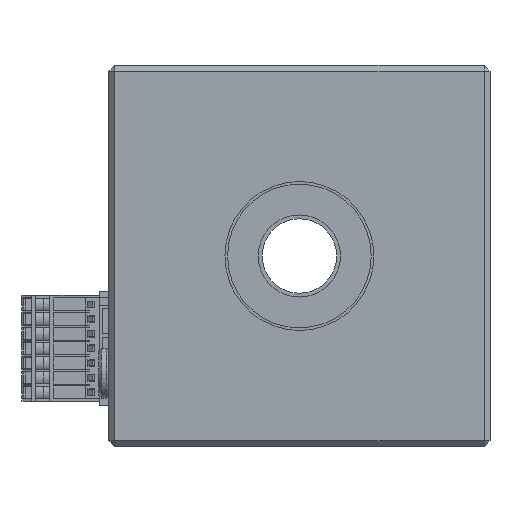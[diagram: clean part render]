
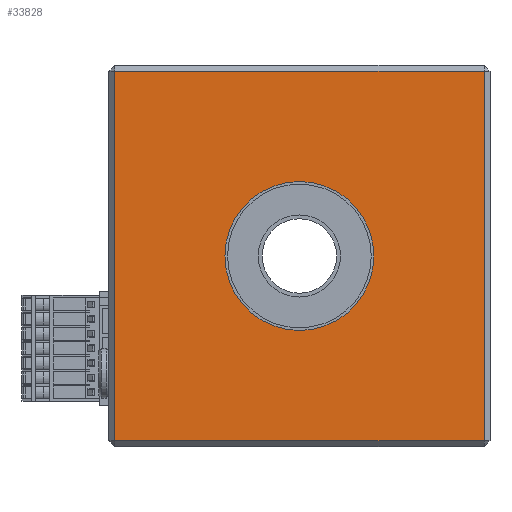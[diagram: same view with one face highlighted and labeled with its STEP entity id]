
A CAD part, front view. The second image highlights one B-rep face of the part: STEP entity #33828.
In plain terms, the highlighted face is planar.
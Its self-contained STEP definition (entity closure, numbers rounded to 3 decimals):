
#1848=FACE_BOUND('',#5463,.T.);
#2098=PLANE('',#35940);
#3619=FACE_OUTER_BOUND('',#5462,.T.);
#5462=EDGE_LOOP('',(#25069,#25070,#25071,#25072));
#5463=EDGE_LOOP('',(#25073));
#7474=LINE('',#47862,#11604);
#7482=LINE('',#47878,#11612);
#7484=LINE('',#47881,#11614);
#7486=LINE('',#47884,#11616);
#11604=VECTOR('',#39135,10.);
#11612=VECTOR('',#39149,10.);
#11614=VECTOR('',#39153,10.);
#11616=VECTOR('',#39157,10.);
#15596=CIRCLE('',#35905,12.7);
#16297=VERTEX_POINT('',#47765);
#16317=VERTEX_POINT('',#47824);
#16322=VERTEX_POINT('',#47837);
#16327=VERTEX_POINT('',#47850);
#16332=VERTEX_POINT('',#47866);
#19621=EDGE_CURVE('',#16297,#16297,#15596,.T.);
#19666=EDGE_CURVE('',#16317,#16327,#7474,.T.);
#19674=EDGE_CURVE('',#16327,#16332,#7482,.T.);
#19676=EDGE_CURVE('',#16332,#16322,#7484,.T.);
#19678=EDGE_CURVE('',#16322,#16317,#7486,.T.);
#25069=ORIENTED_EDGE('',*,*,#19666,.F.);
#25070=ORIENTED_EDGE('',*,*,#19678,.F.);
#25071=ORIENTED_EDGE('',*,*,#19676,.F.);
#25072=ORIENTED_EDGE('',*,*,#19674,.F.);
#25073=ORIENTED_EDGE('',*,*,#19621,.T.);
#33828=ADVANCED_FACE('',(#3619,#1848),#2098,.T.);
#35905=AXIS2_PLACEMENT_3D('',#47767,#39045,#39046);
#35940=AXIS2_PLACEMENT_3D('',#47890,#39165,#39166);
#39045=DIRECTION('center_axis',(0.,-1.,0.));
#39046=DIRECTION('ref_axis',(-1.,0.,0.));
#39135=DIRECTION('',(0.,0.,-1.));
#39149=DIRECTION('',(1.,0.,0.));
#39153=DIRECTION('',(0.,0.,1.));
#39157=DIRECTION('',(-1.,0.,0.));
#39165=DIRECTION('center_axis',(0.,1.,0.));
#39166=DIRECTION('ref_axis',(-1.,0.,0.));
#47765=CARTESIAN_POINT('',(45.2,249.,32.5));
#47767=CARTESIAN_POINT('Origin',(32.5,249.,32.5));
#47824=CARTESIAN_POINT('',(1.,249.,64.));
#47837=CARTESIAN_POINT('',(64.,249.,64.));
#47850=CARTESIAN_POINT('',(1.,249.,1.));
#47862=CARTESIAN_POINT('',(1.,249.,16.25));
#47866=CARTESIAN_POINT('',(64.,249.,1.));
#47878=CARTESIAN_POINT('',(48.75,249.,1.));
#47881=CARTESIAN_POINT('',(64.,249.,48.75));
#47884=CARTESIAN_POINT('',(16.25,249.,64.));
#47890=CARTESIAN_POINT('Origin',(32.5,249.,32.5));
